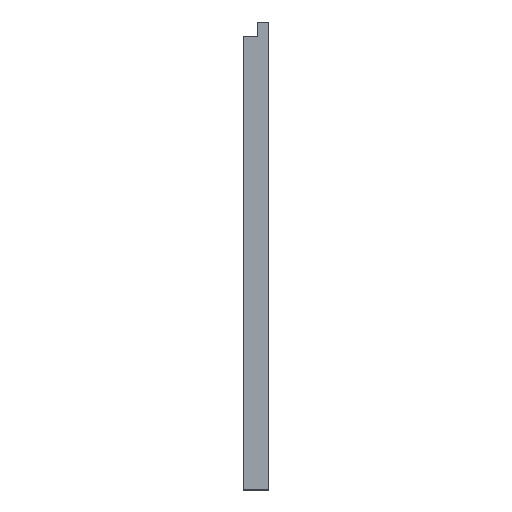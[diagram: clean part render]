
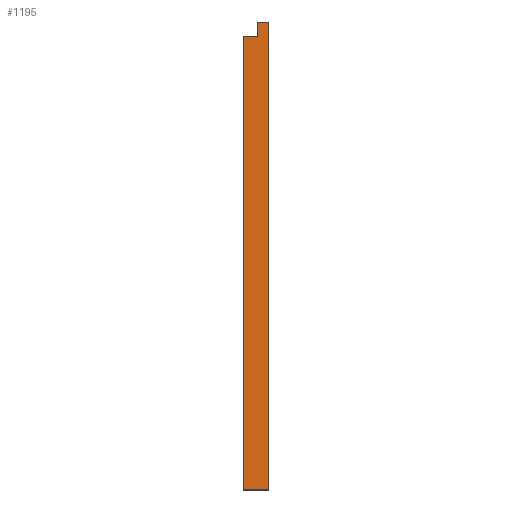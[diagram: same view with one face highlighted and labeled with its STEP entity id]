
A CAD part, left-side view. The second image highlights one B-rep face of the part: STEP entity #1195.
In plain terms, the highlighted planar face has unit normal (-1, 0, 0).
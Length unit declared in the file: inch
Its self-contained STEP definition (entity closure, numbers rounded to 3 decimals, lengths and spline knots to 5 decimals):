
#10 = ORIENTED_EDGE ( 'NONE', *, *, #157, .F. ) ;
#23 = DIRECTION ( 'NONE',  ( 1., 0., 0. ) ) ;
#24 = VERTEX_POINT ( 'NONE', #556 ) ;
#115 = CARTESIAN_POINT ( 'NONE',  ( -9.25, 0.45, 4.125 ) ) ;
#120 = VERTEX_POINT ( 'NONE', #570 ) ;
#125 = CARTESIAN_POINT ( 'NONE',  ( -9.25, 0.2, 3.875 ) ) ;
#157 = EDGE_CURVE ( 'NONE', #24, #1721, #1398, .T. ) ;
#163 = AXIS2_PLACEMENT_3D ( 'NONE', #448, #23, #968 ) ;
#214 = VECTOR ( 'NONE', #589, 39.37008 ) ;
#255 = VERTEX_POINT ( 'NONE', #1008 ) ;
#266 = DIRECTION ( 'NONE',  ( 0., 0., 1. ) ) ;
#439 = EDGE_CURVE ( 'NONE', #1721, #660, #1143, .T. ) ;
#448 = CARTESIAN_POINT ( 'NONE',  ( -9.25, 0.45, 4.125 ) ) ;
#476 = VECTOR ( 'NONE', #1547, 39.37008 ) ;
#499 = LINE ( 'NONE', #1308, #476 ) ;
#510 = VECTOR ( 'NONE', #1578, 39.37008 ) ;
#556 = CARTESIAN_POINT ( 'NONE',  ( -9.25, 0.45, 3.875 ) ) ;
#570 = CARTESIAN_POINT ( 'NONE',  ( -9.25, 0.45, -4.125 ) ) ;
#576 = ORIENTED_EDGE ( 'NONE', *, *, #439, .F. ) ;
#589 = DIRECTION ( 'NONE',  ( 0., -1., 0. ) ) ;
#635 = EDGE_LOOP ( 'NONE', ( #733, #576, #10, #1733, #1007, #1197 ) ) ;
#660 = VERTEX_POINT ( 'NONE', #695 ) ;
#670 = LINE ( 'NONE', #1637, #1656 ) ;
#695 = CARTESIAN_POINT ( 'NONE',  ( -9.25, 0.2, 4.125 ) ) ;
#707 = PLANE ( 'NONE',  #163 ) ;
#733 = ORIENTED_EDGE ( 'NONE', *, *, #1512, .F. ) ;
#736 = VECTOR ( 'NONE', #1004, 39.37008 ) ;
#756 = LINE ( 'NONE', #1053, #510 ) ;
#852 = CARTESIAN_POINT ( 'NONE',  ( -9.25, 0.45, 3.875 ) ) ;
#872 = CARTESIAN_POINT ( 'NONE',  ( -9.25, 0., -4.125 ) ) ;
#949 = VERTEX_POINT ( 'NONE', #872 ) ;
#968 = DIRECTION ( 'NONE',  ( 0., 0., -1. ) ) ;
#1004 = DIRECTION ( 'NONE',  ( 0., 0., 1. ) ) ;
#1007 = ORIENTED_EDGE ( 'NONE', *, *, #1352, .T. ) ;
#1008 = CARTESIAN_POINT ( 'NONE',  ( -9.25, 0., 4.125 ) ) ;
#1053 = CARTESIAN_POINT ( 'NONE',  ( -9.25, 0.45, 4.125 ) ) ;
#1055 = EDGE_CURVE ( 'NONE', #120, #24, #1490, .T. ) ;
#1072 = DIRECTION ( 'NONE',  ( 0., 0., 1. ) ) ;
#1111 = EDGE_CURVE ( 'NONE', #949, #255, #670, .T. ) ;
#1143 = LINE ( 'NONE', #1722, #736 ) ;
#1195 = ADVANCED_FACE ( 'NONE', ( #1752 ), #707, .F. ) ;
#1197 = ORIENTED_EDGE ( 'NONE', *, *, #1111, .T. ) ;
#1221 = VECTOR ( 'NONE', #1072, 39.37008 ) ;
#1308 = CARTESIAN_POINT ( 'NONE',  ( -9.25, 0.45, -4.125 ) ) ;
#1352 = EDGE_CURVE ( 'NONE', #120, #949, #499, .T. ) ;
#1398 = LINE ( 'NONE', #852, #214 ) ;
#1490 = LINE ( 'NONE', #115, #1221 ) ;
#1512 = EDGE_CURVE ( 'NONE', #660, #255, #756, .T. ) ;
#1547 = DIRECTION ( 'NONE',  ( 0., -1., 0. ) ) ;
#1578 = DIRECTION ( 'NONE',  ( 0., -1., 0. ) ) ;
#1637 = CARTESIAN_POINT ( 'NONE',  ( -9.25, 0., 4.125 ) ) ;
#1656 = VECTOR ( 'NONE', #266, 39.37008 ) ;
#1721 = VERTEX_POINT ( 'NONE', #125 ) ;
#1722 = CARTESIAN_POINT ( 'NONE',  ( -9.25, 0.2, 4.125 ) ) ;
#1733 = ORIENTED_EDGE ( 'NONE', *, *, #1055, .F. ) ;
#1752 = FACE_OUTER_BOUND ( 'NONE', #635, .T. ) ;
